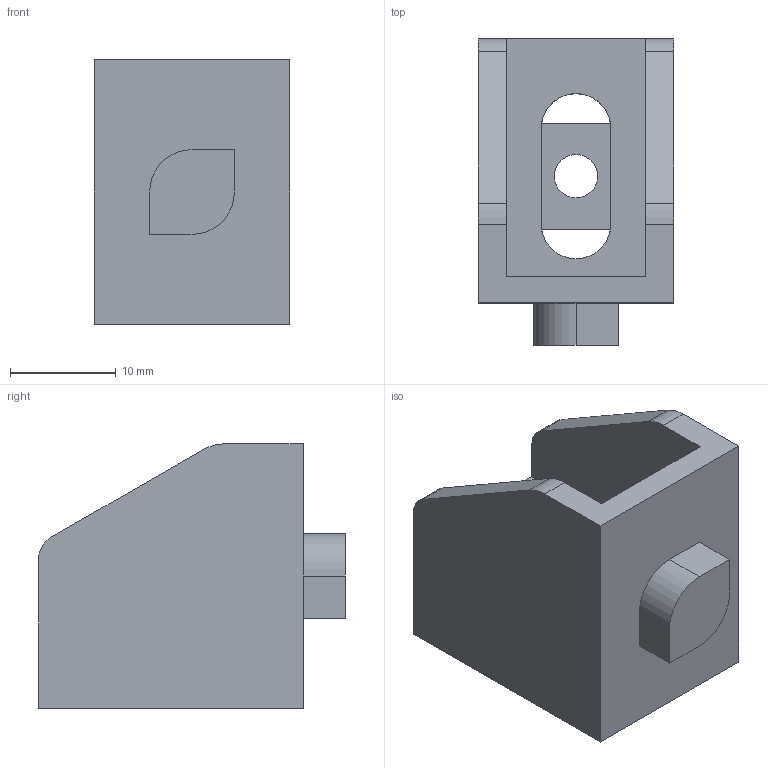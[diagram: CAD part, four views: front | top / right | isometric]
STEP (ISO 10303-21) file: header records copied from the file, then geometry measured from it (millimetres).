
FILE_DESCRIPTION (( 'STEP AP214' ), '1' );
FILE_NAME ('-7228100', '2019-02-04T10:06:11', ( '' ), ('JUGARD+KÜNSTNER GmbH'), 'SwSTEP 2.0', 'SolidWorks 2017', '' );
FILE_SCHEMA (( 'AUTOMOTIVE_DESIGN' ));
Length unit declared in the file: millimetre
Products named in the file (1): -7228100_CNAJF00
Bounding box: 18.5 x 29 x 25 mm (x, y, z)
Volume: 6321.8 mm3; surface area: 3869.7 mm2
Topology: 1 solids, 1 shells, 35 faces, 102 edges, 68 vertices
Faces by surface type: plane 25, cylinder 10
Entity records: 1276 total; most frequent: CARTESIAN_POINT 206, ORIENTED_EDGE 204, DIRECTION 202, EDGE_CURVE 102, LINE 74, VECTOR 74, VERTEX_POINT 68, AXIS2_PLACEMENT_3D 64
